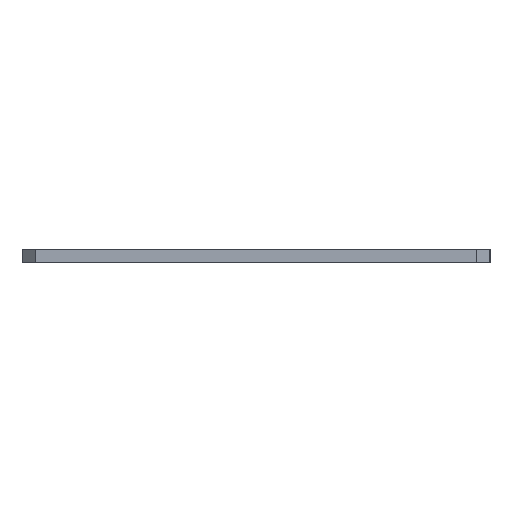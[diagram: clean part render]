
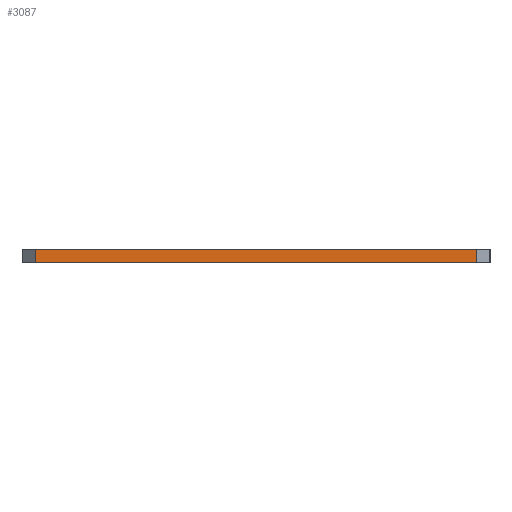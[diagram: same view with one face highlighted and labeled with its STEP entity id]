
A CAD part, left-side view. The second image highlights one B-rep face of the part: STEP entity #3087.
In plain terms, the highlighted planar face has unit normal (-1, 0, 0).
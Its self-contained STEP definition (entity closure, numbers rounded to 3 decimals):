
#146 = VECTOR ( 'NONE', #9024, 1000. ) ;
#161 = AXIS2_PLACEMENT_3D ( 'NONE', #582, #2785, #4833 ) ;
#163 = EDGE_CURVE ( 'NONE', #7886, #7706, #2559, .T. ) ;
#582 = CARTESIAN_POINT ( 'NONE',  ( 0., 0., -10. ) ) ;
#729 = CARTESIAN_POINT ( 'NONE',  ( 0., 10., -10. ) ) ;
#1388 = VERTEX_POINT ( 'NONE', #6679 ) ;
#2559 = LINE ( 'NONE', #4695, #7584 ) ;
#2638 = CARTESIAN_POINT ( 'NONE',  ( 0., 0., 0. ) ) ;
#2702 = CARTESIAN_POINT ( 'NONE',  ( 0., 10., -10. ) ) ;
#2756 = CARTESIAN_POINT ( 'NONE',  ( 0., 346., -10. ) ) ;
#2785 = DIRECTION ( 'NONE',  ( -1., 0., 0. ) ) ;
#3087 = ADVANCED_FACE ( 'NONE', ( #3343 ), #7659, .T. ) ;
#3107 = EDGE_CURVE ( 'NONE', #1388, #7886, #7904, .T. ) ;
#3207 = VERTEX_POINT ( 'NONE', #3622 ) ;
#3312 = DIRECTION ( 'NONE',  ( 0., -1., 0. ) ) ;
#3343 = FACE_OUTER_BOUND ( 'NONE', #7464, .T. ) ;
#3537 = CARTESIAN_POINT ( 'NONE',  ( 0., 346., -10. ) ) ;
#3622 = CARTESIAN_POINT ( 'NONE',  ( 0., 10., 0. ) ) ;
#4239 = VECTOR ( 'NONE', #4814, 1000. ) ;
#4253 = LINE ( 'NONE', #2702, #7856 ) ;
#4360 = EDGE_CURVE ( 'NONE', #7706, #3207, #4253, .T. ) ;
#4695 = CARTESIAN_POINT ( 'NONE',  ( 0., 0., -10. ) ) ;
#4814 = DIRECTION ( 'NONE',  ( 0., -1., 0. ) ) ;
#4833 = DIRECTION ( 'NONE',  ( 0., 0., 1. ) ) ;
#5441 = DIRECTION ( 'NONE',  ( 0., 0., 1. ) ) ;
#5751 = ORIENTED_EDGE ( 'NONE', *, *, #4360, .T. ) ;
#5757 = ORIENTED_EDGE ( 'NONE', *, *, #5967, .F. ) ;
#5967 = EDGE_CURVE ( 'NONE', #1388, #3207, #7479, .T. ) ;
#6163 = ORIENTED_EDGE ( 'NONE', *, *, #3107, .T. ) ;
#6679 = CARTESIAN_POINT ( 'NONE',  ( 0., 346., 0. ) ) ;
#7464 = EDGE_LOOP ( 'NONE', ( #7943, #5751, #5757, #6163 ) ) ;
#7479 = LINE ( 'NONE', #2638, #4239 ) ;
#7584 = VECTOR ( 'NONE', #3312, 1000. ) ;
#7659 = PLANE ( 'NONE',  #161 ) ;
#7706 = VERTEX_POINT ( 'NONE', #729 ) ;
#7856 = VECTOR ( 'NONE', #5441, 1000. ) ;
#7886 = VERTEX_POINT ( 'NONE', #3537 ) ;
#7904 = LINE ( 'NONE', #2756, #146 ) ;
#7943 = ORIENTED_EDGE ( 'NONE', *, *, #163, .T. ) ;
#9024 = DIRECTION ( 'NONE',  ( 0., 0., -1. ) ) ;
